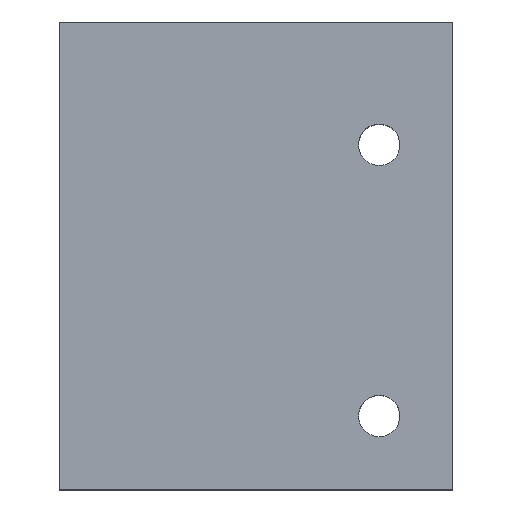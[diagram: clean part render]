
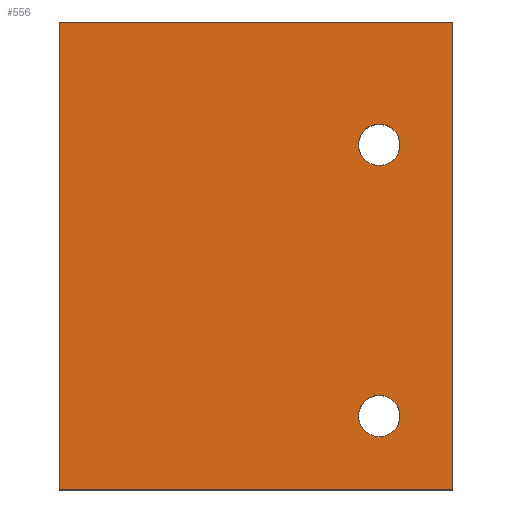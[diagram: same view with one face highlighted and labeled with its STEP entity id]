
A CAD part, top view. The second image highlights one B-rep face of the part: STEP entity #556.
In plain terms, the highlighted planar face has unit normal (0, 0, 1).
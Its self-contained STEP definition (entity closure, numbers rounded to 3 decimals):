
#8 = LINE ( 'NONE', #1139, #755 ) ;
#34 = VERTEX_POINT ( 'NONE', #1253 ) ;
#39 = VECTOR ( 'NONE', #2257, 1000. ) ;
#76 = CARTESIAN_POINT ( 'NONE',  ( 0., 0., 57.2 ) ) ;
#80 = DIRECTION ( 'NONE',  ( -1., 0., 0. ) ) ;
#92 = DIRECTION ( 'NONE',  ( 1., 0., 0. ) ) ;
#103 = EDGE_CURVE ( 'NONE', #397, #1130, #798, .T. ) ;
#109 = DIRECTION ( 'NONE',  ( -1., 0., 0. ) ) ;
#216 = CARTESIAN_POINT ( 'NONE',  ( 0., 120.7, 57.2 ) ) ;
#238 = ORIENTED_EDGE ( 'NONE', *, *, #678, .T. ) ;
#260 = CARTESIAN_POINT ( 'NONE',  ( 82.6, 19., 57.2 ) ) ;
#273 = CARTESIAN_POINT ( 'NONE',  ( 82.6, 89., 57.2 ) ) ;
#289 = CARTESIAN_POINT ( 'NONE',  ( 87.95, 89., 57.2 ) ) ;
#313 = ORIENTED_EDGE ( 'NONE', *, *, #103, .T. ) ;
#335 = ORIENTED_EDGE ( 'NONE', *, *, #772, .T. ) ;
#386 = CIRCLE ( 'NONE', #2347, 5.35 ) ;
#397 = VERTEX_POINT ( 'NONE', #597 ) ;
#440 = DIRECTION ( 'NONE',  ( 0., 0., -1. ) ) ;
#452 = ORIENTED_EDGE ( 'NONE', *, *, #894, .F. ) ;
#465 = CARTESIAN_POINT ( 'NONE',  ( 77.25, 89., 57.2 ) ) ;
#498 = CARTESIAN_POINT ( 'NONE',  ( 87.95, 19., 57.2 ) ) ;
#521 = DIRECTION ( 'NONE',  ( -1., 0., 0. ) ) ;
#543 = EDGE_CURVE ( 'NONE', #1642, #1130, #904, .T. ) ;
#556 = ADVANCED_FACE ( 'NONE', ( #1655, #2103, #1590 ), #863, .F. ) ;
#569 = CIRCLE ( 'NONE', #1222, 5.35 ) ;
#597 = CARTESIAN_POINT ( 'NONE',  ( 0., 0., 57.2 ) ) ;
#632 = EDGE_LOOP ( 'NONE', ( #238, #1331 ) ) ;
#678 = EDGE_CURVE ( 'NONE', #2005, #1118, #386, .T. ) ;
#755 = VECTOR ( 'NONE', #946, 1000. ) ;
#770 = CARTESIAN_POINT ( 'NONE',  ( 0., 120.7, 57.2 ) ) ;
#772 = EDGE_CURVE ( 'NONE', #34, #2048, #569, .T. ) ;
#798 = LINE ( 'NONE', #76, #976 ) ;
#863 = PLANE ( 'NONE',  #1824 ) ;
#879 = DIRECTION ( 'NONE',  ( 0., 0., -1. ) ) ;
#894 = EDGE_CURVE ( 'NONE', #1190, #1642, #2100, .T. ) ;
#904 = LINE ( 'NONE', #2264, #39 ) ;
#920 = CARTESIAN_POINT ( 'NONE',  ( 101.6, 0., 57.2 ) ) ;
#946 = DIRECTION ( 'NONE',  ( 0., -1., 0. ) ) ;
#976 = VECTOR ( 'NONE', #92, 1000. ) ;
#1076 = CARTESIAN_POINT ( 'NONE',  ( 0., 120.7, 57.2 ) ) ;
#1118 = VERTEX_POINT ( 'NONE', #289 ) ;
#1130 = VERTEX_POINT ( 'NONE', #920 ) ;
#1132 = DIRECTION ( 'NONE',  ( 0., 0., -1. ) ) ;
#1139 = CARTESIAN_POINT ( 'NONE',  ( 0., 120.7, 57.2 ) ) ;
#1164 = VECTOR ( 'NONE', #1834, 1000. ) ;
#1190 = VERTEX_POINT ( 'NONE', #770 ) ;
#1222 = AXIS2_PLACEMENT_3D ( 'NONE', #2197, #1993, #1343 ) ;
#1230 = EDGE_LOOP ( 'NONE', ( #313, #2115, #452, #1273 ) ) ;
#1231 = EDGE_CURVE ( 'NONE', #1190, #397, #8, .T. ) ;
#1253 = CARTESIAN_POINT ( 'NONE',  ( 77.25, 19., 57.2 ) ) ;
#1257 = DIRECTION ( 'NONE',  ( 0., 0., -1. ) ) ;
#1273 = ORIENTED_EDGE ( 'NONE', *, *, #1231, .T. ) ;
#1331 = ORIENTED_EDGE ( 'NONE', *, *, #2452, .T. ) ;
#1343 = DIRECTION ( 'NONE',  ( -1., 0., 0. ) ) ;
#1479 = AXIS2_PLACEMENT_3D ( 'NONE', #2512, #1132, #521 ) ;
#1503 = EDGE_LOOP ( 'NONE', ( #335, #2244 ) ) ;
#1590 = FACE_OUTER_BOUND ( 'NONE', #1230, .T. ) ;
#1642 = VERTEX_POINT ( 'NONE', #1947 ) ;
#1643 = CIRCLE ( 'NONE', #2087, 5.35 ) ;
#1655 = FACE_BOUND ( 'NONE', #1503, .T. ) ;
#1824 = AXIS2_PLACEMENT_3D ( 'NONE', #1076, #1257, #80 ) ;
#1834 = DIRECTION ( 'NONE',  ( 1., 0., 0. ) ) ;
#1947 = CARTESIAN_POINT ( 'NONE',  ( 101.6, 120.7, 57.2 ) ) ;
#1986 = EDGE_CURVE ( 'NONE', #2048, #34, #1643, .T. ) ;
#1993 = DIRECTION ( 'NONE',  ( 0., 0., -1. ) ) ;
#2005 = VERTEX_POINT ( 'NONE', #465 ) ;
#2048 = VERTEX_POINT ( 'NONE', #498 ) ;
#2065 = CIRCLE ( 'NONE', #1479, 5.35 ) ;
#2087 = AXIS2_PLACEMENT_3D ( 'NONE', #260, #440, #2227 ) ;
#2100 = LINE ( 'NONE', #216, #1164 ) ;
#2103 = FACE_BOUND ( 'NONE', #632, .T. ) ;
#2115 = ORIENTED_EDGE ( 'NONE', *, *, #543, .F. ) ;
#2197 = CARTESIAN_POINT ( 'NONE',  ( 82.6, 19., 57.2 ) ) ;
#2227 = DIRECTION ( 'NONE',  ( -1., 0., 0. ) ) ;
#2244 = ORIENTED_EDGE ( 'NONE', *, *, #1986, .T. ) ;
#2257 = DIRECTION ( 'NONE',  ( 0., -1., 0. ) ) ;
#2264 = CARTESIAN_POINT ( 'NONE',  ( 101.6, 120.7, 57.2 ) ) ;
#2347 = AXIS2_PLACEMENT_3D ( 'NONE', #273, #879, #109 ) ;
#2452 = EDGE_CURVE ( 'NONE', #1118, #2005, #2065, .T. ) ;
#2512 = CARTESIAN_POINT ( 'NONE',  ( 82.6, 89., 57.2 ) ) ;
